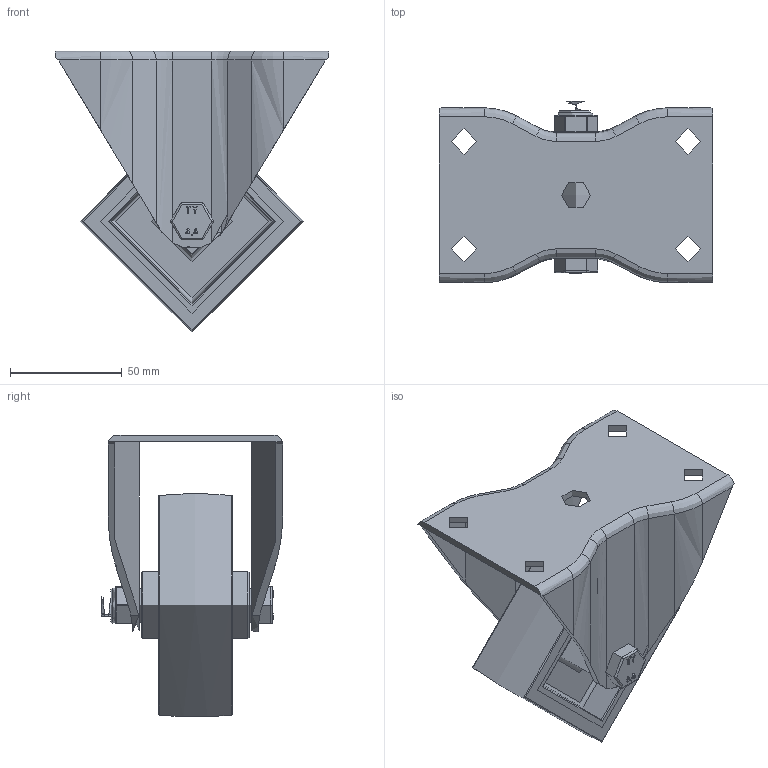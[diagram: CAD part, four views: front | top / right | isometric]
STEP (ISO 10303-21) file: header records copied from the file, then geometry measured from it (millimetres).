
FILE_DESCRIPTION(/* description */ (''),/* implementation_level */ '2;1');
FILE_NAME(/* name */ 'BZHF100NPLP.step',/* time_stamp */ '2024-05-09T14:35:22+01:00',/* author */ (''),/* organization */ (''),/* preprocessor_version */ 'ST-DEVELOPER v20',/* originating_system */ 'Autodesk Translation Framework v12.20.1.177',/* authorisation */ '');
FILE_SCHEMA (('AUTOMOTIVE_DESIGN { 1 0 10303 214 3 1 1 }'));
Length unit declared in the file: millimetre
Products named in the file (14): BZHF100NPLP; BZHF100ASLP - 50 v1; ZINC PLATED PRESSED STEEL BRACKET; BZH100WNP61 v1; POLYURETHANE TYRE; NYLON RIM; TUBEM15X50 v1; ZINC PLATED AXLE TUBE; HEXBOLTM10X70Z8.8 v2; GRADE 8.8 THREADED ZINC PLATED BOLT; NYLOCM10Z v1; NYLOC NUT; RUBBER; NUT
Assembly tree (13 placements, depth 4):
  BZHF100NPLP
    BZHF100ASLP - 50 v1
      ZINC PLATED PRESSED STEEL BRACKET
    BZH100WNP61 v1
      POLYURETHANE TYRE
      NYLON RIM
    TUBEM15X50 v1
      ZINC PLATED AXLE TUBE
    HEXBOLTM10X70Z8.8 v2
      GRADE 8.8 THREADED ZINC PLATED BOLT
    NYLOCM10Z v1
      NYLOC NUT
        RUBBER
        NUT
Bounding box: 122 x 81 x 125.89 mm (x, y, z)
Volume: 232386.7 mm3; surface area: 105027.5 mm2
Topology: 7 solids, 7 shells, 293 faces, 703 edges, 439 vertices
Faces by surface type: cylinder 111, plane 110, bspline 37, torus 19, sphere 12, cone 4
Full cylindrical faces by diameter (mm): 8.141 x18, 9.85 x19, 10 x3, 10.5 x1, 10.8 x1, 11.5 x4, 12 x2, 15 x1, 15.4 x1, 16 x2, 30 x2, 82 x2
Entity records: 13906 total; most frequent: CARTESIAN_POINT 6957, ORIENTED_EDGE 1406, DIRECTION 1308, EDGE_CURVE 703, AXIS2_PLACEMENT_3D 485, VERTEX_POINT 439, LINE 338, VECTOR 338
